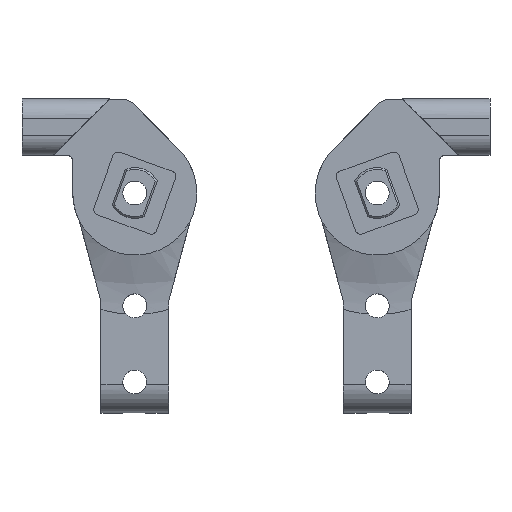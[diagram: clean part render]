
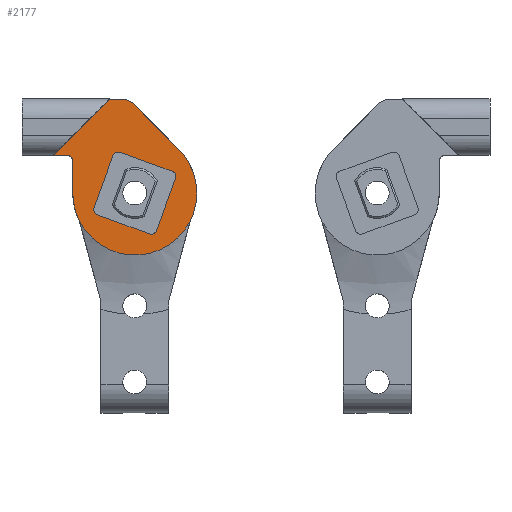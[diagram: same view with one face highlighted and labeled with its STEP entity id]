
A CAD part, top view. The second image highlights one B-rep face of the part: STEP entity #2177.
In plain terms, the highlighted planar face has unit normal (0, 0, 1).
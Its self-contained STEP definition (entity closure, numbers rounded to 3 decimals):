
#31=FACE_BOUND('',#728,.T.);
#55=PLANE('',#2332);
#124=CIRCLE('',#2322,11.);
#125=CIRCLE('',#2324,11.);
#127=CIRCLE('',#2328,11.);
#130=CIRCLE('',#2333,3.5);
#131=CIRCLE('',#2334,1.);
#132=CIRCLE('',#2335,1.);
#133=CIRCLE('',#2336,1.);
#134=CIRCLE('',#2337,1.);
#135=CIRCLE('',#2338,1.);
#208=LINE('',#3396,#390);
#209=LINE('',#3398,#391);
#210=LINE('',#3400,#392);
#211=LINE('',#3403,#393);
#212=LINE('',#3404,#394);
#213=LINE('',#3409,#395);
#214=LINE('',#3413,#396);
#215=LINE('',#3417,#397);
#216=LINE('',#3420,#398);
#390=VECTOR('',#2570,10.);
#391=VECTOR('',#2571,10.);
#392=VECTOR('',#2572,10.);
#393=VECTOR('',#2575,10.);
#394=VECTOR('',#2576,10.);
#395=VECTOR('',#2579,10.);
#396=VECTOR('',#2582,10.);
#397=VECTOR('',#2585,10.);
#398=VECTOR('',#2588,10.);
#607=FACE_OUTER_BOUND('',#727,.T.);
#727=EDGE_LOOP('',(#1537,#1538,#1539,#1540,#1541,#1542,#1543,#1544,#1545,
#1546));
#728=EDGE_LOOP('',(#1547,#1548,#1549,#1550,#1551,#1552,#1553,#1554));
#948=VERTEX_POINT('',#3251);
#952=VERTEX_POINT('',#3259);
#953=VERTEX_POINT('',#3263);
#954=VERTEX_POINT('',#3265);
#968=VERTEX_POINT('',#3392);
#969=VERTEX_POINT('',#3393);
#970=VERTEX_POINT('',#3395);
#971=VERTEX_POINT('',#3397);
#972=VERTEX_POINT('',#3399);
#973=VERTEX_POINT('',#3401);
#974=VERTEX_POINT('',#3405);
#975=VERTEX_POINT('',#3406);
#976=VERTEX_POINT('',#3408);
#977=VERTEX_POINT('',#3410);
#978=VERTEX_POINT('',#3412);
#979=VERTEX_POINT('',#3414);
#980=VERTEX_POINT('',#3416);
#981=VERTEX_POINT('',#3418);
#1175=EDGE_CURVE('',#948,#952,#124,.T.);
#1177=EDGE_CURVE('',#954,#953,#125,.T.);
#1185=EDGE_CURVE('',#952,#954,#127,.T.);
#1197=EDGE_CURVE('',#968,#969,#130,.T.);
#1198=EDGE_CURVE('',#970,#968,#208,.T.);
#1199=EDGE_CURVE('',#971,#970,#209,.T.);
#1200=EDGE_CURVE('',#972,#971,#210,.T.);
#1201=EDGE_CURVE('',#973,#972,#131,.T.);
#1202=EDGE_CURVE('',#973,#948,#211,.T.);
#1203=EDGE_CURVE('',#953,#969,#212,.T.);
#1204=EDGE_CURVE('',#974,#975,#132,.T.);
#1205=EDGE_CURVE('',#976,#974,#213,.T.);
#1206=EDGE_CURVE('',#977,#976,#133,.T.);
#1207=EDGE_CURVE('',#978,#977,#214,.T.);
#1208=EDGE_CURVE('',#979,#978,#134,.T.);
#1209=EDGE_CURVE('',#980,#979,#215,.T.);
#1210=EDGE_CURVE('',#981,#980,#135,.T.);
#1211=EDGE_CURVE('',#975,#981,#216,.T.);
#1537=ORIENTED_EDGE('',*,*,#1197,.F.);
#1538=ORIENTED_EDGE('',*,*,#1198,.F.);
#1539=ORIENTED_EDGE('',*,*,#1199,.F.);
#1540=ORIENTED_EDGE('',*,*,#1200,.F.);
#1541=ORIENTED_EDGE('',*,*,#1201,.F.);
#1542=ORIENTED_EDGE('',*,*,#1202,.T.);
#1543=ORIENTED_EDGE('',*,*,#1175,.T.);
#1544=ORIENTED_EDGE('',*,*,#1185,.T.);
#1545=ORIENTED_EDGE('',*,*,#1177,.T.);
#1546=ORIENTED_EDGE('',*,*,#1203,.T.);
#1547=ORIENTED_EDGE('',*,*,#1204,.F.);
#1548=ORIENTED_EDGE('',*,*,#1205,.F.);
#1549=ORIENTED_EDGE('',*,*,#1206,.F.);
#1550=ORIENTED_EDGE('',*,*,#1207,.F.);
#1551=ORIENTED_EDGE('',*,*,#1208,.F.);
#1552=ORIENTED_EDGE('',*,*,#1209,.F.);
#1553=ORIENTED_EDGE('',*,*,#1210,.F.);
#1554=ORIENTED_EDGE('',*,*,#1211,.F.);
#2177=ADVANCED_FACE('',(#607,#31),#55,.T.);
#2322=AXIS2_PLACEMENT_3D('',#3261,#2538,#2539);
#2324=AXIS2_PLACEMENT_3D('',#3266,#2543,#2544);
#2328=AXIS2_PLACEMENT_3D('',#3306,#2555,#2556);
#2332=AXIS2_PLACEMENT_3D('',#3391,#2566,#2567);
#2333=AXIS2_PLACEMENT_3D('',#3394,#2568,#2569);
#2334=AXIS2_PLACEMENT_3D('',#3402,#2573,#2574);
#2335=AXIS2_PLACEMENT_3D('',#3407,#2577,#2578);
#2336=AXIS2_PLACEMENT_3D('',#3411,#2580,#2581);
#2337=AXIS2_PLACEMENT_3D('',#3415,#2583,#2584);
#2338=AXIS2_PLACEMENT_3D('',#3419,#2586,#2587);
#2538=DIRECTION('center_axis',(0.,0.,1.));
#2539=DIRECTION('ref_axis',(1.,0.,0.));
#2543=DIRECTION('center_axis',(0.,0.,1.));
#2544=DIRECTION('ref_axis',(1.,0.,0.));
#2555=DIRECTION('center_axis',(0.,0.,1.));
#2556=DIRECTION('ref_axis',(1.,0.,0.));
#2566=DIRECTION('center_axis',(0.,0.,1.));
#2567=DIRECTION('ref_axis',(1.,0.,0.));
#2568=DIRECTION('center_axis',(0.,0.,-1.));
#2569=DIRECTION('ref_axis',(0.386,0.922,0.));
#2570=DIRECTION('',(1.,0.,0.));
#2571=DIRECTION('',(0.708,0.706,0.));
#2572=DIRECTION('',(-1.,0.,0.));
#2573=DIRECTION('center_axis',(0.,0.,1.));
#2574=DIRECTION('ref_axis',(0.707,0.707,0.));
#2575=DIRECTION('',(0.,-1.,0.));
#2576=DIRECTION('',(-0.701,0.713,0.));
#2577=DIRECTION('center_axis',(0.,0.,1.));
#2578=DIRECTION('ref_axis',(-0.906,-0.423,0.));
#2579=DIRECTION('',(-0.342,-0.94,0.));
#2580=DIRECTION('center_axis',(0.,0.,1.));
#2581=DIRECTION('ref_axis',(-0.423,0.906,0.));
#2582=DIRECTION('',(-0.94,0.342,0.));
#2583=DIRECTION('center_axis',(0.,0.,1.));
#2584=DIRECTION('ref_axis',(0.906,0.423,0.));
#2585=DIRECTION('',(0.342,0.94,0.));
#2586=DIRECTION('center_axis',(0.,0.,1.));
#2587=DIRECTION('ref_axis',(0.423,-0.906,0.));
#2588=DIRECTION('',(0.94,-0.342,0.));
#3251=CARTESIAN_POINT('',(-11.,0.,2.5));
#3259=CARTESIAN_POINT('',(-9.798,-5.,2.5));
#3261=CARTESIAN_POINT('Origin',(0.,0.,2.5));
#3263=CARTESIAN_POINT('',(7.39,8.148,2.5));
#3265=CARTESIAN_POINT('',(9.798,-5.,2.5));
#3266=CARTESIAN_POINT('Origin',(0.,0.,2.5));
#3306=CARTESIAN_POINT('Origin',(0.,0.,2.5));
#3391=CARTESIAN_POINT('Origin',(-4.5,2.838,2.5));
#3392=CARTESIAN_POINT('',(-2.467,16.676,2.5));
#3393=CARTESIAN_POINT('',(0.028,15.631,2.5));
#3394=CARTESIAN_POINT('Origin',(-2.467,13.176,2.5));
#3395=CARTESIAN_POINT('',(-4.5,16.676,2.5));
#3396=CARTESIAN_POINT('',(-4.375,16.676,2.5));
#3397=CARTESIAN_POINT('',(-14.5,6.709,2.5));
#3398=CARTESIAN_POINT('',(-7.959,13.228,2.5));
#3399=CARTESIAN_POINT('',(-12.,6.709,2.5));
#3400=CARTESIAN_POINT('',(-13.875,6.709,2.5));
#3401=CARTESIAN_POINT('',(-11.,5.709,2.5));
#3402=CARTESIAN_POINT('Origin',(-12.,5.709,2.5));
#3403=CARTESIAN_POINT('',(-11.,6.709,2.5));
#3404=CARTESIAN_POINT('',(-1.,16.676,2.5));
#3405=CARTESIAN_POINT('',(-7.22,-2.587,2.5));
#3406=CARTESIAN_POINT('',(-6.622,-3.868,2.5));
#3407=CARTESIAN_POINT('Origin',(-6.28,-2.929,2.5));
#3408=CARTESIAN_POINT('',(-3.868,6.622,2.5));
#3409=CARTESIAN_POINT('',(-4.342,5.32,2.5));
#3410=CARTESIAN_POINT('',(-2.587,7.22,2.5));
#3411=CARTESIAN_POINT('Origin',(-2.929,6.28,2.5));
#3412=CARTESIAN_POINT('',(6.622,3.868,2.5));
#3413=CARTESIAN_POINT('',(2.347,5.424,2.5));
#3414=CARTESIAN_POINT('',(7.22,2.587,2.5));
#3415=CARTESIAN_POINT('Origin',(6.28,2.929,2.5));
#3416=CARTESIAN_POINT('',(3.868,-6.622,2.5));
#3417=CARTESIAN_POINT('',(4.728,-4.26,2.5));
#3418=CARTESIAN_POINT('',(2.587,-7.22,2.5));
#3419=CARTESIAN_POINT('Origin',(2.929,-6.28,2.5));
#3420=CARTESIAN_POINT('',(-7.233,-3.646,2.5));
